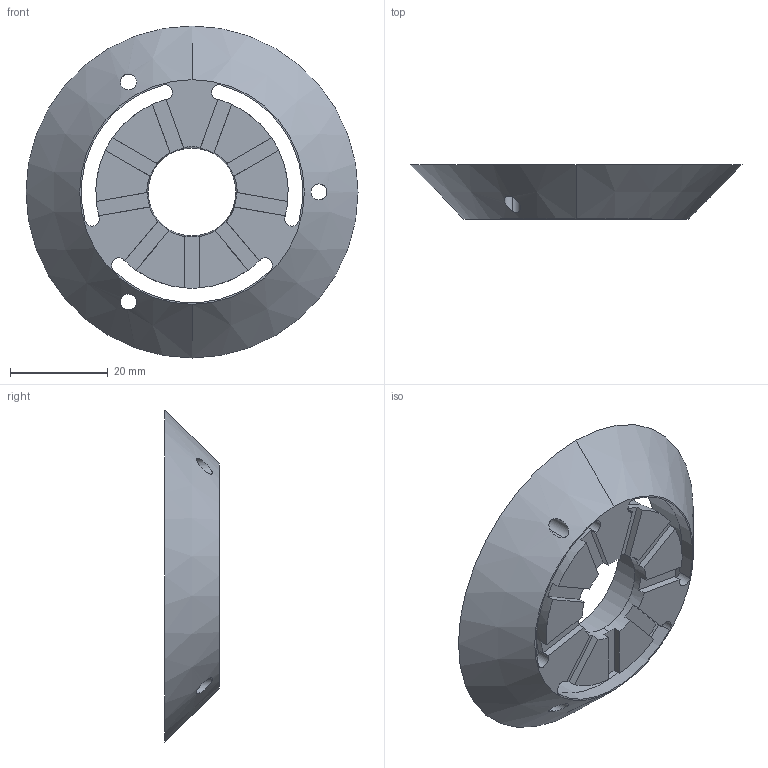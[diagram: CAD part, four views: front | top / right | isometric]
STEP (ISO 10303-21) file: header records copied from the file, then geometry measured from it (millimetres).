
FILE_DESCRIPTION (( 'STEP AP203' ), '1' );
FILE_NAME ('1.2.1.PB_V1.platine.STEP', '2020-09-29T08:57:21', ( '' ), ( '' ), 'SwSTEP 2.0', 'SolidWorks 2020', '' );
FILE_SCHEMA (( 'CONFIG_CONTROL_DESIGN' ));
Length unit declared in the file: millimetre
Products named in the file (1): 1.2.1.PB_V1.platine
Bounding box: 68 x 11.1 x 68 mm (x, y, z)
Volume: 18434.2 mm3; surface area: 10972.9 mm2
Topology: 1 solids, 1 shells, 70 faces, 204 edges, 136 vertices
Faces by surface type: plane 38, cylinder 28, cone 4
Entity records: 2625 total; most frequent: CARTESIAN_POINT 617, DIRECTION 416, ORIENTED_EDGE 408, EDGE_CURVE 204, AXIS2_PLACEMENT_3D 165, VERTEX_POINT 136, CIRCLE 94, VECTOR 86
